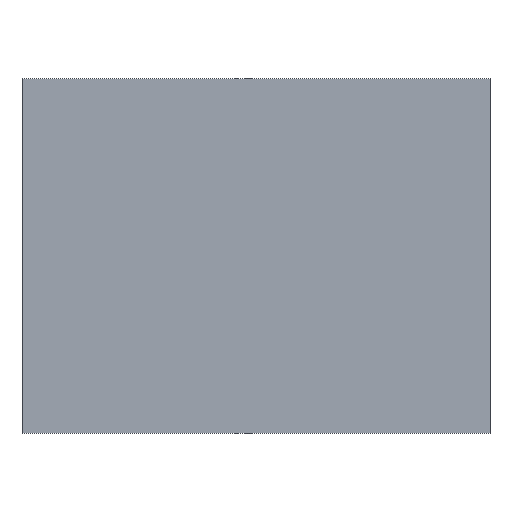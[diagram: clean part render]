
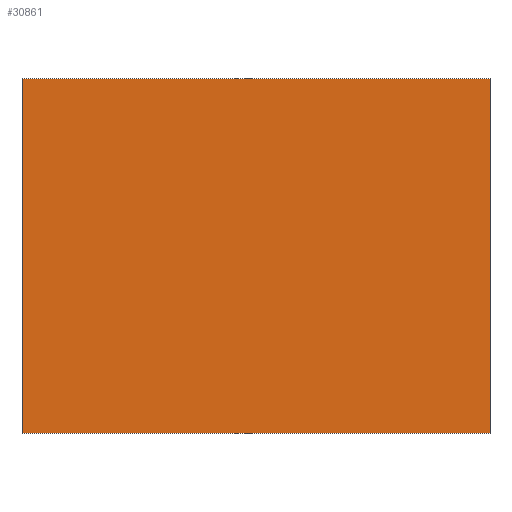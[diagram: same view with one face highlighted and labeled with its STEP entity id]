
A CAD part, front view. The second image highlights one B-rep face of the part: STEP entity #30861.
In plain terms, the highlighted planar face has unit normal (0, -1, 0).
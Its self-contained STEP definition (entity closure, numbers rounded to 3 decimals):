
#3145=LINE('',#56411,#5713);
#3148=LINE('',#56417,#5716);
#3151=LINE('',#56423,#5719);
#3154=LINE('',#56427,#5722);
#5713=VECTOR('',#43780,10.);
#5716=VECTOR('',#43785,10.);
#5719=VECTOR('',#43790,10.);
#5722=VECTOR('',#43795,10.);
#9697=FACE_OUTER_BOUND('',#11852,.T.);
#11852=EDGE_LOOP('',(#27745,#27746,#27747,#27748));
#15217=VERTEX_POINT('',#56408);
#15218=VERTEX_POINT('',#56410);
#15220=VERTEX_POINT('',#56416);
#15222=VERTEX_POINT('',#56422);
#19393=EDGE_CURVE('',#15218,#15217,#3145,.T.);
#19396=EDGE_CURVE('',#15220,#15218,#3148,.T.);
#19399=EDGE_CURVE('',#15222,#15220,#3151,.T.);
#19402=EDGE_CURVE('',#15217,#15222,#3154,.T.);
#27745=ORIENTED_EDGE('',*,*,#19402,.T.);
#27746=ORIENTED_EDGE('',*,*,#19399,.T.);
#27747=ORIENTED_EDGE('',*,*,#19396,.T.);
#27748=ORIENTED_EDGE('',*,*,#19393,.T.);
#28793=PLANE('',#34493);
#30861=ADVANCED_FACE('',(#9697),#28793,.T.);
#34493=AXIS2_PLACEMENT_3D('',#56429,#43798,#43799);
#43780=DIRECTION('',(-1.,0.,0.));
#43785=DIRECTION('',(0.,0.,1.));
#43790=DIRECTION('',(1.,0.,0.));
#43795=DIRECTION('',(0.,0.,-1.));
#43798=DIRECTION('center_axis',(0.,-1.,0.));
#43799=DIRECTION('ref_axis',(0.,0.,-1.));
#56408=CARTESIAN_POINT('',(-5.56,-0.21,2.499));
#56410=CARTESIAN_POINT('',(5.022,-0.21,2.499));
#56411=CARTESIAN_POINT('',(-5.56,-0.21,2.499));
#56416=CARTESIAN_POINT('',(5.022,-0.21,-5.517));
#56417=CARTESIAN_POINT('',(5.022,-0.21,2.499));
#56422=CARTESIAN_POINT('',(-5.56,-0.21,-5.517));
#56423=CARTESIAN_POINT('',(5.022,-0.21,-5.517));
#56427=CARTESIAN_POINT('',(-5.56,-0.21,-5.517));
#56429=CARTESIAN_POINT('Origin',(-0.269,-0.21,-1.509));
